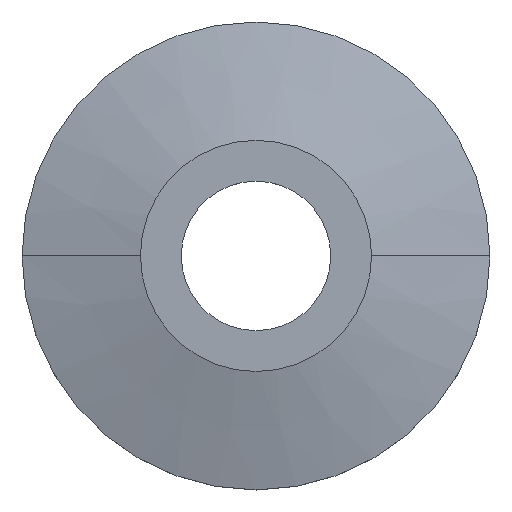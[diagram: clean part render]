
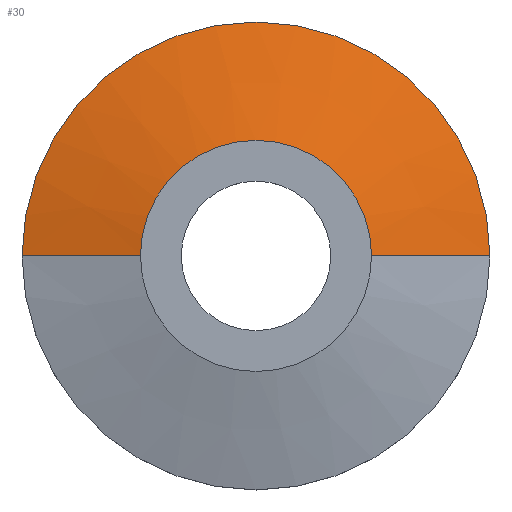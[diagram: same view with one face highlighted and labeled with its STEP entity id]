
A CAD part, top view. The second image highlights one B-rep face of the part: STEP entity #30.
In plain terms, the highlighted conical face has half-angle 75 degrees and reference radius 7.402 mm.
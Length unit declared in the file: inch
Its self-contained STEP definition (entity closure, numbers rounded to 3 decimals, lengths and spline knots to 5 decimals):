
#17 = LINE ( 'NONE', #311, #43 ) ;
#23 = CARTESIAN_POINT ( 'NONE',  ( 0.59, 0., 0.12 ) ) ;
#30 = ADVANCED_FACE ( 'NONE', ( #178 ), #161, .T. ) ;
#43 = VECTOR ( 'NONE', #282, 39.37008 ) ;
#46 = VERTEX_POINT ( 'NONE', #88 ) ;
#48 = CIRCLE ( 'NONE', #116, 0.59 ) ;
#65 = CARTESIAN_POINT ( 'NONE',  ( 0., 0., 0.2 ) ) ;
#71 = DIRECTION ( 'NONE',  ( 0., 0., -1. ) ) ;
#88 = CARTESIAN_POINT ( 'NONE',  ( -0.29144, 0., 0.2 ) ) ;
#89 = EDGE_CURVE ( 'NONE', #216, #146, #17, .T. ) ;
#103 = CARTESIAN_POINT ( 'NONE',  ( 0., 0., 0.12 ) ) ;
#116 = AXIS2_PLACEMENT_3D ( 'NONE', #103, #231, #366 ) ;
#135 = CARTESIAN_POINT ( 'NONE',  ( -0.29144, 0., 0.2 ) ) ;
#146 = VERTEX_POINT ( 'NONE', #23 ) ;
#159 = DIRECTION ( 'NONE',  ( -1., 0., 0. ) ) ;
#161 = CONICAL_SURFACE ( 'NONE', #271, 0.29144, 1.309 ) ;
#169 = EDGE_CURVE ( 'NONE', #46, #216, #289, .T. ) ;
#175 = ORIENTED_EDGE ( 'NONE', *, *, #169, .T. ) ;
#178 = FACE_OUTER_BOUND ( 'NONE', #185, .T. ) ;
#185 = EDGE_LOOP ( 'NONE', ( #175, #390, #239, #186 ) ) ;
#186 = ORIENTED_EDGE ( 'NONE', *, *, #259, .F. ) ;
#193 = CARTESIAN_POINT ( 'NONE',  ( 0.29144, 0., 0.2 ) ) ;
#216 = VERTEX_POINT ( 'NONE', #193 ) ;
#231 = DIRECTION ( 'NONE',  ( 0., 0., -1. ) ) ;
#239 = ORIENTED_EDGE ( 'NONE', *, *, #276, .F. ) ;
#244 = CARTESIAN_POINT ( 'NONE',  ( -0.59, 0., 0.12 ) ) ;
#246 = DIRECTION ( 'NONE',  ( -1., 0., 0. ) ) ;
#252 = DIRECTION ( 'NONE',  ( 0., 0., -1. ) ) ;
#259 = EDGE_CURVE ( 'NONE', #46, #294, #434, .T. ) ;
#266 = DIRECTION ( 'NONE',  ( -0.966, 0., -0.259 ) ) ;
#271 = AXIS2_PLACEMENT_3D ( 'NONE', #410, #252, #246 ) ;
#276 = EDGE_CURVE ( 'NONE', #294, #146, #48, .T. ) ;
#282 = DIRECTION ( 'NONE',  ( 0.966, 0., -0.259 ) ) ;
#289 = CIRCLE ( 'NONE', #301, 0.29144 ) ;
#294 = VERTEX_POINT ( 'NONE', #244 ) ;
#301 = AXIS2_PLACEMENT_3D ( 'NONE', #65, #71, #159 ) ;
#311 = CARTESIAN_POINT ( 'NONE',  ( 0.29144, 0., 0.2 ) ) ;
#352 = VECTOR ( 'NONE', #266, 39.37008 ) ;
#366 = DIRECTION ( 'NONE',  ( -1., 0., 0. ) ) ;
#390 = ORIENTED_EDGE ( 'NONE', *, *, #89, .T. ) ;
#410 = CARTESIAN_POINT ( 'NONE',  ( 0., 0., 0.2 ) ) ;
#434 = LINE ( 'NONE', #135, #352 ) ;
